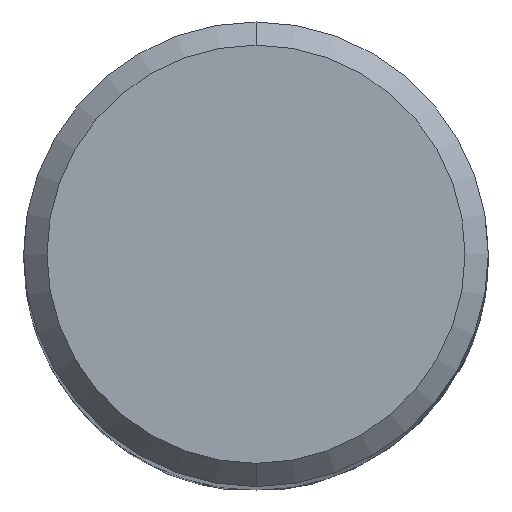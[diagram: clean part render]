
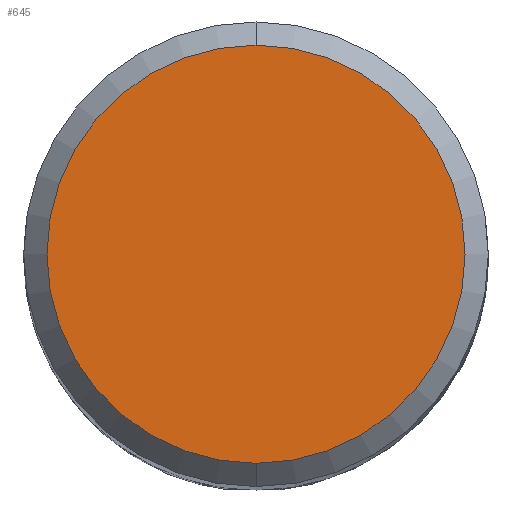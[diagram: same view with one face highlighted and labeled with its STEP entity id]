
A CAD part, top view. The second image highlights one B-rep face of the part: STEP entity #645.
In plain terms, the highlighted planar face has unit normal (0, 0, 1).
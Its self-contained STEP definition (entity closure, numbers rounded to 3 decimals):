
#295=VERTEX_POINT('',#827);
#347=EDGE_CURVE('',#295,#579,#885,.T.);
#579=VERTEX_POINT('',#1139);
#613=EDGE_CURVE('',#579,#295,#1176,.T.);
#645=ADVANCED_FACE('',(#1209),#1210,.T.);
#827=CARTESIAN_POINT('',(0.0,9.0,0.0));
#885=CIRCLE('',#1542,9.0);
#1139=CARTESIAN_POINT('',(0.,-9.0,0.0));
#1176=CIRCLE('',#2976,9.0);
#1209=FACE_OUTER_BOUND('',#3111,.T.);
#1210=PLANE('',#3112);
#1542=AXIS2_PLACEMENT_3D('',#4227,#4228,#4229);
#2976=AXIS2_PLACEMENT_3D('',#4554,#4555,#4556);
#3111=EDGE_LOOP('',(#4589,#4590));
#3112=AXIS2_PLACEMENT_3D('',#4591,#4592,#4593);
#4227=CARTESIAN_POINT('',(0.0,0.0,0.0));
#4228=DIRECTION('',(0.0,0.0,-1.0));
#4229=DIRECTION('',(0.0,1.0,0.0));
#4554=CARTESIAN_POINT('',(0.0,0.0,0.0));
#4555=DIRECTION('',(0.0,0.0,-1.0));
#4556=DIRECTION('',(0.0,1.0,0.0));
#4589=ORIENTED_EDGE('',*,*,#347,.F.);
#4590=ORIENTED_EDGE('',*,*,#613,.F.);
#4591=CARTESIAN_POINT('',(0.0,4.5,0.0));
#4592=DIRECTION('',(-0.0,0.0,1.0));
#4593=DIRECTION('',(0.0,-1.0,0.0));
